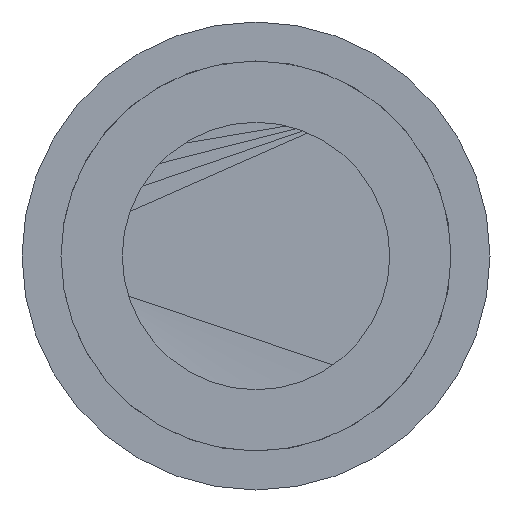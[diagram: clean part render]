
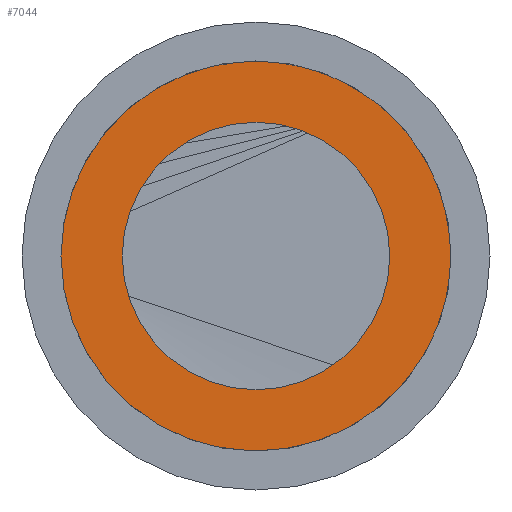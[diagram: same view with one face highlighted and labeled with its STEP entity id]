
A CAD part, front view. The second image highlights one B-rep face of the part: STEP entity #7044.
In plain terms, the highlighted planar face has unit normal (0, -1, 0).
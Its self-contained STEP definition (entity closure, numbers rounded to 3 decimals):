
#216=FACE_BOUND('',#907,.T.);
#243=PLANE('',#7461);
#508=FACE_OUTER_BOUND('',#906,.T.);
#906=EDGE_LOOP('',(#4776,#4777));
#907=EDGE_LOOP('',(#4778));
#2566=CIRCLE('',#7462,17.5);
#2567=CIRCLE('',#7463,17.5);
#2568=CIRCLE('',#7464,12.);
#2928=VERTEX_POINT('',#10188);
#2929=VERTEX_POINT('',#10189);
#2930=VERTEX_POINT('',#10192);
#3666=EDGE_CURVE('',#2928,#2929,#2566,.T.);
#3667=EDGE_CURVE('',#2929,#2928,#2567,.T.);
#3668=EDGE_CURVE('',#2930,#2930,#2568,.T.);
#4776=ORIENTED_EDGE('',*,*,#3666,.F.);
#4777=ORIENTED_EDGE('',*,*,#3667,.F.);
#4778=ORIENTED_EDGE('',*,*,#3668,.T.);
#7044=ADVANCED_FACE('',(#508,#216),#243,.F.);
#7461=AXIS2_PLACEMENT_3D('',#10187,#8174,#8175);
#7462=AXIS2_PLACEMENT_3D('',#10190,#8176,#8177);
#7463=AXIS2_PLACEMENT_3D('',#10191,#8178,#8179);
#7464=AXIS2_PLACEMENT_3D('',#10193,#8180,#8181);
#8174=DIRECTION('center_axis',(0.,1.,0.));
#8175=DIRECTION('ref_axis',(1.,0.,0.));
#8176=DIRECTION('center_axis',(0.,1.,0.));
#8177=DIRECTION('ref_axis',(0.887,0.,-0.461));
#8178=DIRECTION('center_axis',(0.,1.,0.));
#8179=DIRECTION('ref_axis',(0.887,0.,-0.461));
#8180=DIRECTION('center_axis',(0.,1.,0.));
#8181=DIRECTION('ref_axis',(1.,0.,0.));
#10187=CARTESIAN_POINT('Origin',(0.,0.,0.));
#10188=CARTESIAN_POINT('',(-15.495,0.,8.134));
#10189=CARTESIAN_POINT('',(-17.5,0.,0.));
#10190=CARTESIAN_POINT('Origin',(0.,0.,0.));
#10191=CARTESIAN_POINT('Origin',(0.,0.,0.));
#10192=CARTESIAN_POINT('',(-12.,0.,0.));
#10193=CARTESIAN_POINT('Origin',(0.,0.,0.));
